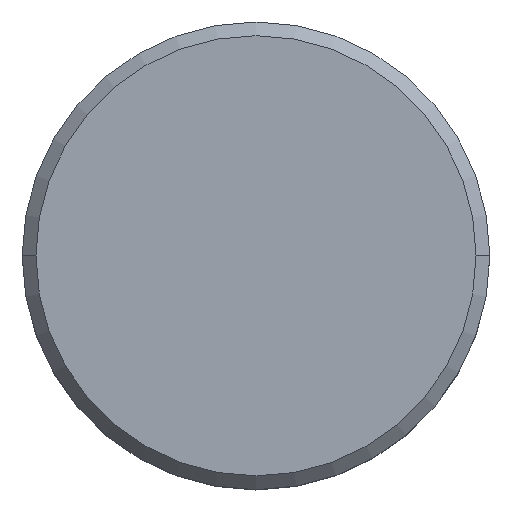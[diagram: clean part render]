
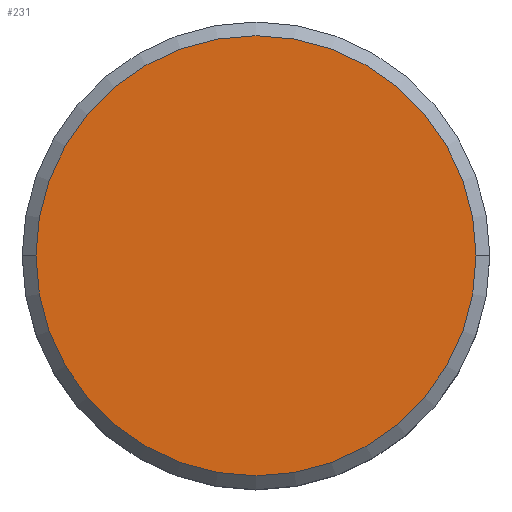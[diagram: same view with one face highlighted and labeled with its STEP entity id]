
A CAD part, top view. The second image highlights one B-rep face of the part: STEP entity #231.
In plain terms, the highlighted planar face has unit normal (0, 0, 1).
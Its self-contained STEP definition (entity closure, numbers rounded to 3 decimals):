
#41 = DIRECTION ( 'NONE',  ( 1., 0., 0. ) ) ;
#80 = VERTEX_POINT ( 'NONE', #455 ) ;
#83 = CARTESIAN_POINT ( 'NONE',  ( 0., 0., 0. ) ) ;
#89 = AXIS2_PLACEMENT_3D ( 'NONE', #140, #507, #186 ) ;
#91 = EDGE_LOOP ( 'NONE', ( #562, #447 ) ) ;
#93 = CARTESIAN_POINT ( 'NONE',  ( 0., 0., 0. ) ) ;
#98 = FACE_OUTER_BOUND ( 'NONE', #91, .T. ) ;
#140 = CARTESIAN_POINT ( 'NONE',  ( 0., 0., 0. ) ) ;
#141 = DIRECTION ( 'NONE',  ( 0., 0., 1. ) ) ;
#166 = CIRCLE ( 'NONE', #351, 8. ) ;
#176 = EDGE_CURVE ( 'NONE', #80, #226, #166, .T. ) ;
#186 = DIRECTION ( 'NONE',  ( 1., 0., 0. ) ) ;
#195 = AXIS2_PLACEMENT_3D ( 'NONE', #83, #141, #41 ) ;
#226 = VERTEX_POINT ( 'NONE', #599 ) ;
#231 = ADVANCED_FACE ( 'NONE', ( #98 ), #240, .T. ) ;
#240 = PLANE ( 'NONE',  #89 ) ;
#349 = CIRCLE ( 'NONE', #195, 8. ) ;
#351 = AXIS2_PLACEMENT_3D ( 'NONE', #93, #553, #370 ) ;
#370 = DIRECTION ( 'NONE',  ( 1., 0., 0. ) ) ;
#447 = ORIENTED_EDGE ( 'NONE', *, *, #176, .T. ) ;
#455 = CARTESIAN_POINT ( 'NONE',  ( 8., 0., 0. ) ) ;
#507 = DIRECTION ( 'NONE',  ( 0., 0., 1. ) ) ;
#537 = EDGE_CURVE ( 'NONE', #226, #80, #349, .T. ) ;
#553 = DIRECTION ( 'NONE',  ( 0., 0., 1. ) ) ;
#562 = ORIENTED_EDGE ( 'NONE', *, *, #537, .T. ) ;
#599 = CARTESIAN_POINT ( 'NONE',  ( -8., 0., 0. ) ) ;
